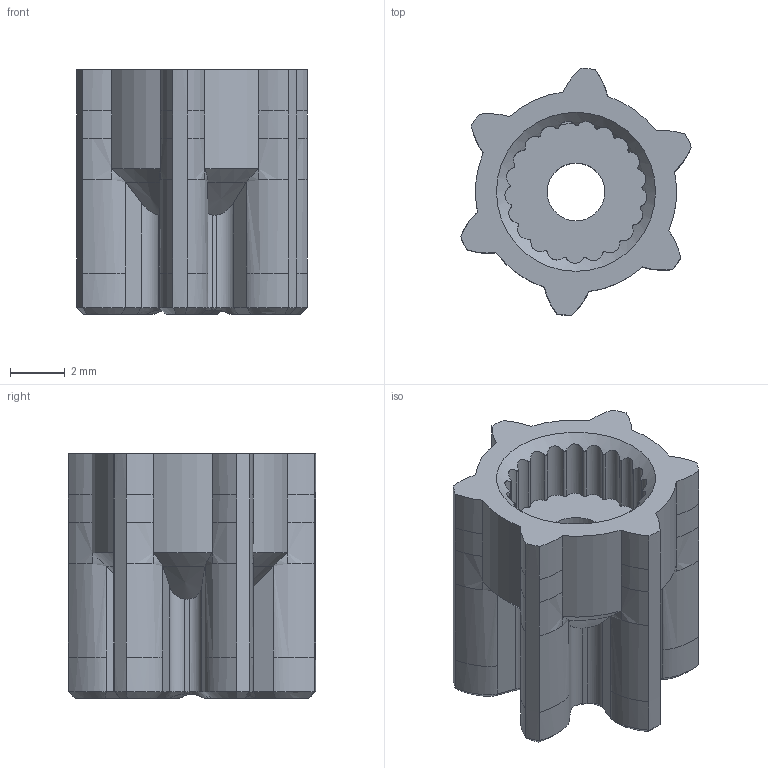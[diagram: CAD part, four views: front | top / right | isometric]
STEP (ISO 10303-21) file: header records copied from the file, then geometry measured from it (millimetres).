
FILE_DESCRIPTION(/* description */ ('Spur Gear; Module: 1.125; Num Teeth: 9; Pressure Angle: 20.0; Backlash: 0.00 mm'),/* implementation_level */ '2;1');
FILE_NAME(/* name */ 'Spur Gear.step',/* time_stamp */ '2024-10-14T21:57:29-04:00',/* author */ (''),/* organization */ (''),/* preprocessor_version */ 'ST-DEVELOPER v20',/* originating_system */ 'Autodesk Translation Framework v13.20.0.188',/* authorisation */ '');
FILE_SCHEMA (('AUTOMOTIVE_DESIGN { 1 0 10303 214 3 1 1 }'));
Length unit declared in the file: millimetre
Products named in the file (1): Spur Gear
Bounding box: 8.4 x 8.99 x 8.9 mm (x, y, z)
Volume: 283.6 mm3; surface area: 467.5 mm2
Topology: 1 solids, 1 shells, 229 faces, 632 edges, 405 vertices
Faces by surface type: cylinder 80, bspline 72, plane 39, cone 38
Full cylindrical faces by diameter (mm): 2.1 x1
Entity records: 18729 total; most frequent: CARTESIAN_POINT 13368, ORIENTED_EDGE 1264, DIRECTION 911, EDGE_CURVE 632, VERTEX_POINT 405, LINE 305, VECTOR 305, AXIS2_PLACEMENT_3D 303
